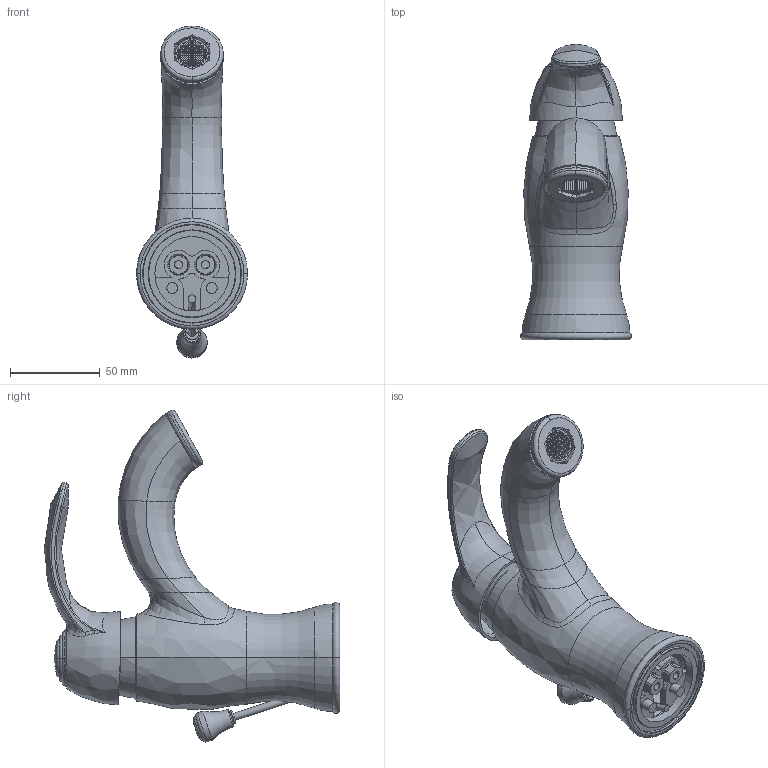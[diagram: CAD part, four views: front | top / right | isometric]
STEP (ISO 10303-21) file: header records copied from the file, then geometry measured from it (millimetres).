
FILE_DESCRIPTION((''),'2;1');
FILE_NAME('FA075CR','2021-11-10T09:02:39',('ut3'),('PAFFONI SpA'),'CREO PARAMETRIC BY PTC INC, 2020044','CREO PARAMETRIC BY PTC INC, 2020044','');
FILE_SCHEMA(('CONFIG_CONTROL_DESIGN','SHAPE_APPEARANCE_LAYERS_GROUPS'));
Length unit declared in the file: millimetre
Products named in the file (1): FA075CR
Bounding box: 62 x 164.91 x 185.29 mm (x, y, z)
Volume: 223178 mm3; surface area: 129427.4 mm2
Topology: 4 solids, 4 shells, 2861 faces, 8223 edges, 5310 vertices
Faces by surface type: plane 2104, cylinder 383, torus 163, bspline 106, cone 76, sphere 25, extrusion 4
Entity records: 127224 total; most frequent: CARTESIAN_POINT 29763, ORIENTED_EDGE 16396, DIRECTION 15538, EDGE_CURVE 8198, VERTEX_POINT 5310, VECTOR 5208, LINE 5204, AXIS2_PLACEMENT_3D 5165
